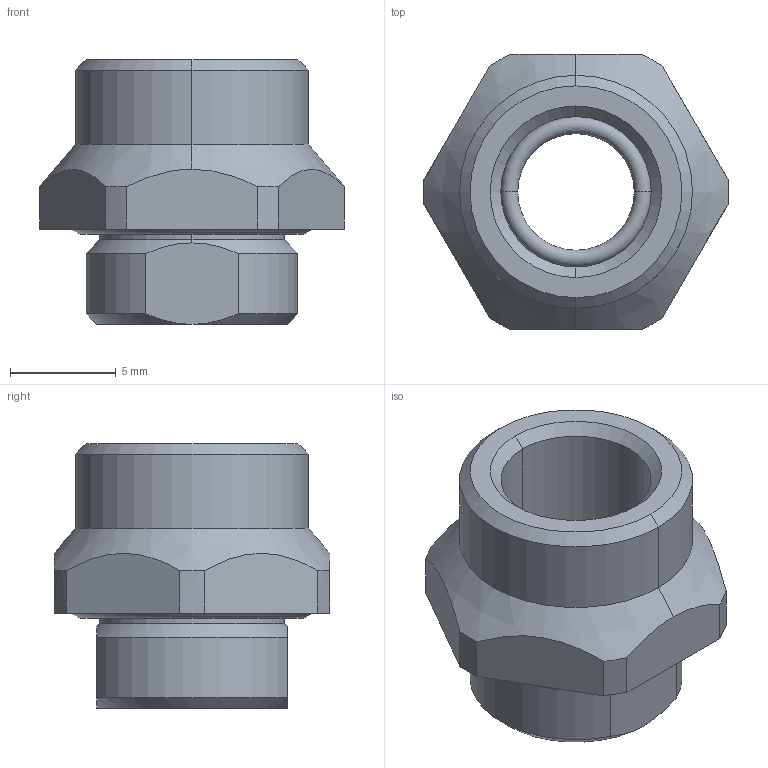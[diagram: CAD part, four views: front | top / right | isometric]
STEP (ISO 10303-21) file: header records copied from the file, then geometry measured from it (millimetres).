
FILE_DESCRIPTION(('CATIA V5R24 STEP','CAx-IF Rec.Pracs.--- Model Styling and Organization---1.2---2011-12-15'),'2;1');
FILE_NAME ('D1461961_0_2424430000_2424430000.stp','2017-04-25T09:33:59+00:00',('none'),('Weidmueller'),'CATIA Version 5-6 Release 2014 SP4 HF52','CATIA V5 STEP AP214','none');
FILE_SCHEMA(('AUTOMOTIVE_DESIGN { 1 0 10303 214 1 1 1 1 }'));
Length unit declared in the file: millimetre
Products named in the file (1): 2424430000
Bounding box: 14.39 x 13 x 12.5 mm (x, y, z)
Volume: 755.1 mm3; surface area: 1202.2 mm2
Topology: 4 solids, 4 shells, 74 faces, 188 edges, 122 vertices
Faces by surface type: cylinder 26, torus 18, plane 16, cone 14
Entity records: 2438 total; most frequent: CARTESIAN_POINT 663, ORIENTED_EDGE 376, DIRECTION 306, EDGE_CURVE 188, AXIS2_PLACEMENT_3D 181, VERTEX_POINT 122, CIRCLE 106, EDGE_LOOP 82
